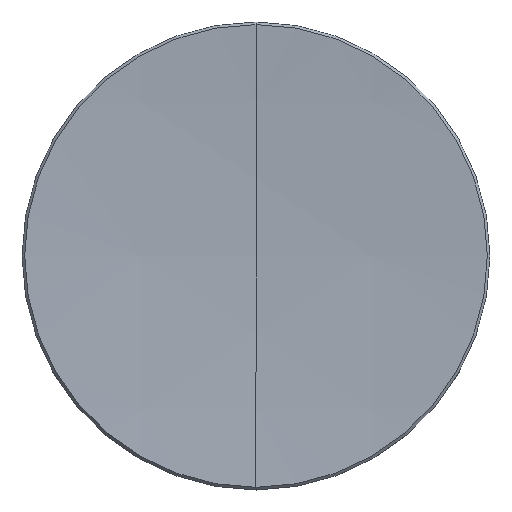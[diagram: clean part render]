
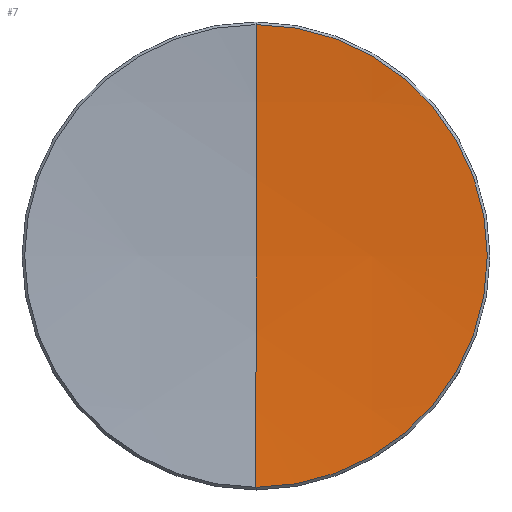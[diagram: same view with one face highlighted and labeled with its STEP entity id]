
A CAD part, top view. The second image highlights one B-rep face of the part: STEP entity #7.
In plain terms, the highlighted spherical face has radius 158.117 mm.
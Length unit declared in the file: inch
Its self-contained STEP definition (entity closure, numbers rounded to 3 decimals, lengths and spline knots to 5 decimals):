
#7 = ADVANCED_FACE ( 'NONE', ( #38 ), #176, .F. ) ;
#14 = ORIENTED_EDGE ( 'NONE', *, *, #269, .F. ) ;
#38 = FACE_OUTER_BOUND ( 'NONE', #212, .T. ) ;
#42 = DIRECTION ( 'NONE',  ( 1., 0., 0. ) ) ;
#49 = CIRCLE ( 'NONE', #72, 0.49443 ) ;
#67 = DIRECTION ( 'NONE',  ( -1., 0., 0. ) ) ;
#71 = DIRECTION ( 'NONE',  ( 0., 1., 0. ) ) ;
#72 = AXIS2_PLACEMENT_3D ( 'NONE', #152, #281, #220 ) ;
#74 = ORIENTED_EDGE ( 'NONE', *, *, #161, .T. ) ;
#116 = CARTESIAN_POINT ( 'NONE',  ( 0., 0., 6.29376 ) ) ;
#129 = CARTESIAN_POINT ( 'NONE',  ( 0., 0.49443, 0.08835 ) ) ;
#131 = AXIS2_PLACEMENT_3D ( 'NONE', #187, #42, #158 ) ;
#148 = AXIS2_PLACEMENT_3D ( 'NONE', #116, #267, #305 ) ;
#152 = CARTESIAN_POINT ( 'NONE',  ( 0., 0., 0.08835 ) ) ;
#158 = DIRECTION ( 'NONE',  ( 0., 0., -1. ) ) ;
#161 = EDGE_CURVE ( 'NONE', #264, #218, #49, .T. ) ;
#176 = SPHERICAL_SURFACE ( 'NONE', #232, 6.22508 ) ;
#187 = CARTESIAN_POINT ( 'NONE',  ( 0., 0., 6.29376 ) ) ;
#212 = EDGE_LOOP ( 'NONE', ( #14, #230, #74 ) ) ;
#218 = VERTEX_POINT ( 'NONE', #129 ) ;
#220 = DIRECTION ( 'NONE',  ( 0., -1., 0. ) ) ;
#230 = ORIENTED_EDGE ( 'NONE', *, *, #282, .T. ) ;
#232 = AXIS2_PLACEMENT_3D ( 'NONE', #239, #67, #71 ) ;
#238 = CIRCLE ( 'NONE', #148, 6.22508 ) ;
#239 = CARTESIAN_POINT ( 'NONE',  ( 0., 0., 6.29376 ) ) ;
#249 = CIRCLE ( 'NONE', #131, 6.22508 ) ;
#264 = VERTEX_POINT ( 'NONE', #274 ) ;
#267 = DIRECTION ( 'NONE',  ( -1., 0., 0. ) ) ;
#269 = EDGE_CURVE ( 'NONE', #302, #218, #249, .T. ) ;
#274 = CARTESIAN_POINT ( 'NONE',  ( 0., -0.49443, 0.08835 ) ) ;
#281 = DIRECTION ( 'NONE',  ( 0., 0., 1. ) ) ;
#282 = EDGE_CURVE ( 'NONE', #302, #264, #238, .T. ) ;
#297 = CARTESIAN_POINT ( 'NONE',  ( 0., 0., 0.06868 ) ) ;
#302 = VERTEX_POINT ( 'NONE', #297 ) ;
#305 = DIRECTION ( 'NONE',  ( 0., -1., 0. ) ) ;
